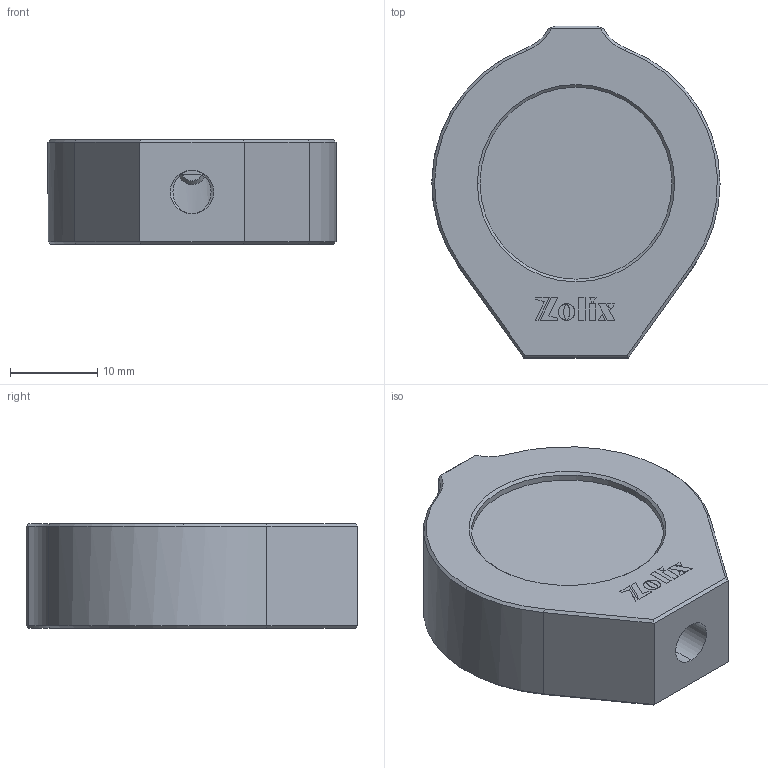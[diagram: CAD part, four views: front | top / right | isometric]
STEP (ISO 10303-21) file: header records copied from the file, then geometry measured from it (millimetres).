
FILE_DESCRIPTION (( 'STEP AP214' ), '1' );
FILE_NAME ('NLB25.step', '2019-05-10T01:43:59', ( '' ), ( '' ), 'SwSTEP 2.0', 'SolidWorks 2016', '' );
FILE_SCHEMA (( 'AUTOMOTIVE_DESIGN' ));
Length unit declared in the file: millimetre
Products named in the file (1): NLB25
Bounding box: 33 x 38 x 12 mm (x, y, z)
Volume: 7242.4 mm3; surface area: 5491.9 mm2
Topology: 5 solids, 5 shells, 244 faces, 638 edges, 413 vertices
Faces by surface type: plane 194, cone 27, cylinder 23
Entity records: 10246 total; most frequent: CARTESIAN_POINT 1442, ORIENTED_EDGE 1272, DIRECTION 1194, EDGE_CURVE 636, LINE 536, VECTOR 536, VERTEX_POINT 413, AXIS2_PLACEMENT_3D 329
